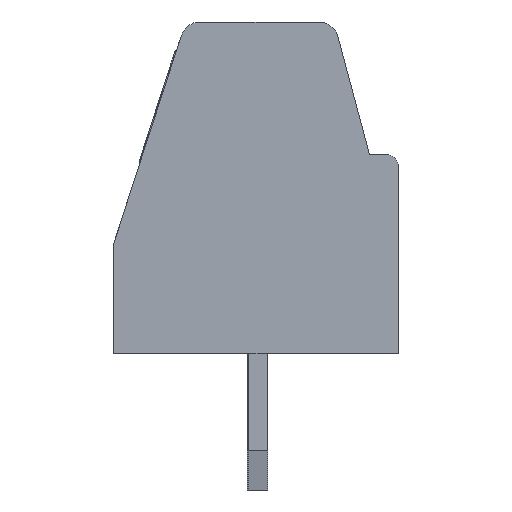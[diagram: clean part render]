
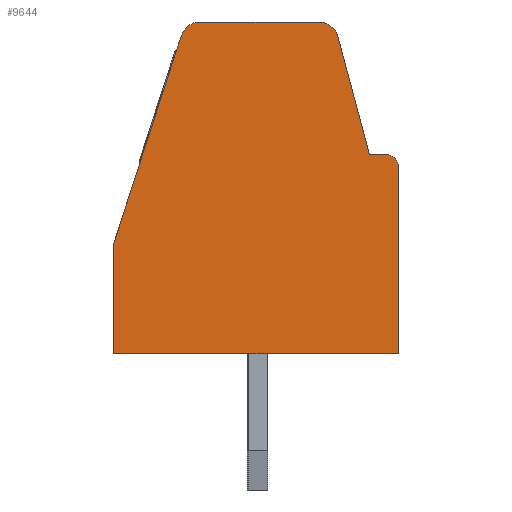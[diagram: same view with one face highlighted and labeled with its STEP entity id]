
A CAD part, left-side view. The second image highlights one B-rep face of the part: STEP entity #9644.
In plain terms, the highlighted planar face has unit normal (-1, 0, 0).
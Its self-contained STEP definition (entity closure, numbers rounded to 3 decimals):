
#9644=ADVANCED_FACE('',(#17482),#17483,.F.);
#17482=FACE_OUTER_BOUND('',#27582,.T.);
#17483=PLANE('',#27583);
#27582=EDGE_LOOP('',(#42867,#42868,#42869,#42870,#42871,#42872,#42873,#42874,#42875,#42876));
#27583=AXIS2_PLACEMENT_3D('',#42877,#42878,#42879);
#42867=ORIENTED_EDGE('',*,*,#48153,.T.);
#42868=ORIENTED_EDGE('',*,*,#48154,.T.);
#42869=ORIENTED_EDGE('',*,*,#48155,.F.);
#42870=ORIENTED_EDGE('',*,*,#48156,.T.);
#42871=ORIENTED_EDGE('',*,*,#48157,.F.);
#42872=ORIENTED_EDGE('',*,*,#48158,.F.);
#42873=ORIENTED_EDGE('',*,*,#48159,.T.);
#42874=ORIENTED_EDGE('',*,*,#48160,.F.);
#42875=ORIENTED_EDGE('',*,*,#48161,.T.);
#42876=ORIENTED_EDGE('',*,*,#48162,.F.);
#42877=CARTESIAN_POINT('',(0.0,-42.152,-35.078));
#42878=DIRECTION('',(1.0,0.,0.));
#42879=DIRECTION('',(0.,1.0,0.));
#48153=EDGE_CURVE('',#54969,#54970,#54971,.T.);
#48154=EDGE_CURVE('',#54970,#54972,#54973,.T.);
#48155=EDGE_CURVE('',#54974,#54972,#54975,.T.);
#48156=EDGE_CURVE('',#54974,#54976,#54977,.T.);
#48157=EDGE_CURVE('',#54978,#54976,#54979,.T.);
#48158=EDGE_CURVE('',#54980,#54978,#54981,.T.);
#48159=EDGE_CURVE('',#54980,#54982,#54983,.T.);
#48160=EDGE_CURVE('',#54984,#54982,#54985,.T.);
#48161=EDGE_CURVE('',#54984,#54986,#54987,.T.);
#48162=EDGE_CURVE('',#54969,#54986,#54988,.T.);
#54969=VERTEX_POINT('',#65310);
#54970=VERTEX_POINT('',#65311);
#54971=LINE('',#65312,#65313);
#54972=VERTEX_POINT('',#65314);
#54973=LINE('',#65315,#65316);
#54974=VERTEX_POINT('',#65317);
#54975=CIRCLE('',#65318,0.5);
#54976=VERTEX_POINT('',#65319);
#54977=LINE('',#65320,#65321);
#54978=VERTEX_POINT('',#65322);
#54979=CIRCLE('',#65323,0.5);
#54980=VERTEX_POINT('',#65324);
#54981=LINE('',#65325,#65326);
#54982=VERTEX_POINT('',#65327);
#54983=LINE('',#65328,#65329);
#54984=VERTEX_POINT('',#65330);
#54985=LINE('',#65331,#65332);
#54986=VERTEX_POINT('',#65333);
#54987=LINE('',#65334,#65335);
#54988=CIRCLE('',#65336,0.3);
#65310=CARTESIAN_POINT('',(0.,0.3,5.1));
#65311=CARTESIAN_POINT('',(0.,0.739,5.1));
#65312=CARTESIAN_POINT('',(0.,-42.152,5.1));
#65313=VECTOR('',#69665,1.0);
#65314=CARTESIAN_POINT('',(0.,1.551,8.129));
#65315=CARTESIAN_POINT('',(0.0,-10.027,-35.078));
#65316=VECTOR('',#69666,1.0);
#65317=CARTESIAN_POINT('',(0.,2.034,8.5));
#65318=AXIS2_PLACEMENT_3D('',#69667,#69668,#69669);
#65319=CARTESIAN_POINT('',(0.,5.087,8.5));
#65320=CARTESIAN_POINT('',(0.,-42.152,8.5));
#65321=VECTOR('',#69670,1.0);
#65322=CARTESIAN_POINT('',(0.,5.562,8.155));
#65323=AXIS2_PLACEMENT_3D('',#69671,#69672,#69673);
#65324=CARTESIAN_POINT('',(0.,7.3,2.806));
#65325=CARTESIAN_POINT('',(0.0,19.609,-35.078));
#65326=VECTOR('',#69674,1.0);
#65327=CARTESIAN_POINT('',(0.,7.3,0.));
#65328=CARTESIAN_POINT('',(0.0,7.3,-35.078));
#65329=VECTOR('',#69675,1.0);
#65330=CARTESIAN_POINT('',(0.,0.,0.));
#65331=CARTESIAN_POINT('',(0.,-42.152,0.0));
#65332=VECTOR('',#69676,1.0);
#65333=CARTESIAN_POINT('',(0.,0.,4.8));
#65334=CARTESIAN_POINT('',(0.0,0.0,-35.078));
#65335=VECTOR('',#69677,1.0);
#65336=AXIS2_PLACEMENT_3D('',#69678,#69679,#69680);
#69665=DIRECTION('',(0.0,1.0,0.));
#69666=DIRECTION('',(0.,0.259,0.966));
#69667=CARTESIAN_POINT('',(0.,2.034,8.));
#69668=DIRECTION('',(1.0,0.,0.));
#69669=DIRECTION('',(0.,1.0,0.));
#69670=DIRECTION('',(0.0,1.0,0.));
#69671=CARTESIAN_POINT('',(0.,5.087,8.));
#69672=DIRECTION('',(1.0,0.,0.));
#69673=DIRECTION('',(0.,1.0,0.));
#69674=DIRECTION('',(0.,-0.309,0.951));
#69675=DIRECTION('',(0.,0.,-1.0));
#69676=DIRECTION('',(0.0,1.0,0.));
#69677=DIRECTION('',(0.,0.,1.0));
#69678=CARTESIAN_POINT('',(0.,0.3,4.8));
#69679=DIRECTION('',(1.0,0.,0.));
#69680=DIRECTION('',(0.,1.0,0.));
